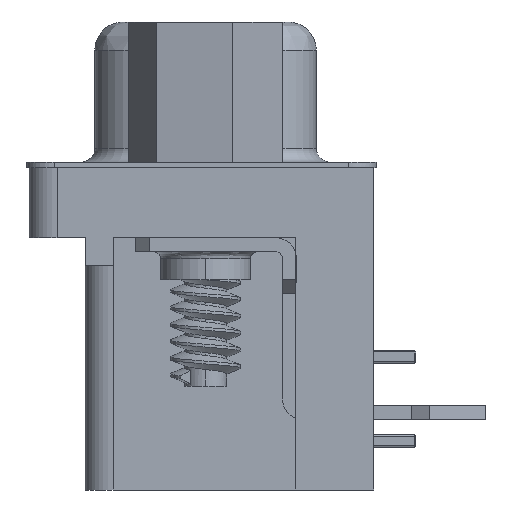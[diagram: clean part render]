
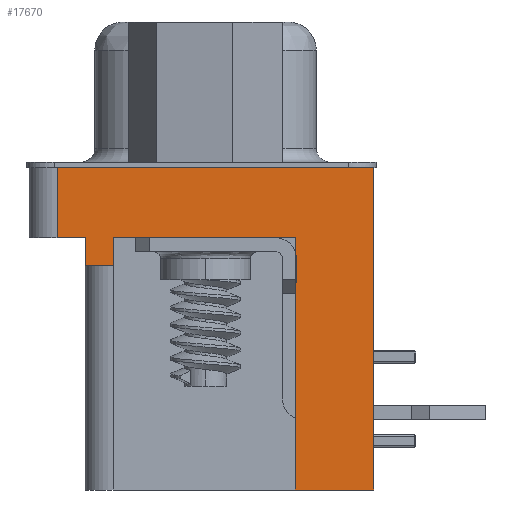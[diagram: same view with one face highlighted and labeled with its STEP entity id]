
A CAD part, left-side view. The second image highlights one B-rep face of the part: STEP entity #17670.
In plain terms, the highlighted planar face has unit normal (-1, 0, 0).
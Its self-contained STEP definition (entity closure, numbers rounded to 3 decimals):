
#17143 = VERTEX_POINT('',#17144);
#17144 = CARTESIAN_POINT('',(-15.15,-5.686,-0.2));
#17371 = VERTEX_POINT('',#17372);
#17372 = CARTESIAN_POINT('',(-15.15,5.15,-0.2));
#17379 = EDGE_CURVE('',#17143,#17371,#17380,.T.);
#17380 = LINE('',#17381,#17382);
#17381 = CARTESIAN_POINT('',(-15.15,5.25,-0.2));
#17382 = VECTOR('',#17383,1.);
#17383 = DIRECTION('',(0.,1.,0.));
#17504 = EDGE_CURVE('',#17505,#17143,#17507,.T.);
#17505 = VERTEX_POINT('',#17506);
#17506 = CARTESIAN_POINT('',(-15.15,-6.15,-0.2));
#17507 = LINE('',#17508,#17509);
#17508 = CARTESIAN_POINT('',(-15.15,5.15,-0.2));
#17509 = VECTOR('',#17510,1.);
#17510 = DIRECTION('',(0.,1.,0.));
#17670 = ADVANCED_FACE('',(#17671),#17745,.T.);
#17671 = FACE_BOUND('',#17672,.T.);
#17672 = EDGE_LOOP('',(#17673,#17681,#17682,#17683,#17691,#17699,#17707,
    #17715,#17723,#17731,#17739));
#17673 = ORIENTED_EDGE('',*,*,#17674,.T.);
#17674 = EDGE_CURVE('',#17675,#17505,#17677,.T.);
#17675 = VERTEX_POINT('',#17676);
#17676 = CARTESIAN_POINT('',(-15.15,-6.15,-11.7));
#17677 = LINE('',#17678,#17679);
#17678 = CARTESIAN_POINT('',(-15.15,-6.15,-2.7));
#17679 = VECTOR('',#17680,1.);
#17680 = DIRECTION('',(0.,0.,1.));
#17681 = ORIENTED_EDGE('',*,*,#17504,.T.);
#17682 = ORIENTED_EDGE('',*,*,#17379,.T.);
#17683 = ORIENTED_EDGE('',*,*,#17684,.T.);
#17684 = EDGE_CURVE('',#17371,#17685,#17687,.T.);
#17685 = VERTEX_POINT('',#17686);
#17686 = CARTESIAN_POINT('',(-15.15,5.15,-2.7));
#17687 = LINE('',#17688,#17689);
#17688 = CARTESIAN_POINT('',(-15.15,5.15,-2.7));
#17689 = VECTOR('',#17690,1.);
#17690 = DIRECTION('',(0.,0.,-1.));
#17691 = ORIENTED_EDGE('',*,*,#17692,.T.);
#17692 = EDGE_CURVE('',#17685,#17693,#17695,.T.);
#17693 = VERTEX_POINT('',#17694);
#17694 = CARTESIAN_POINT('',(-15.15,4.15,-2.7));
#17695 = LINE('',#17696,#17697);
#17696 = CARTESIAN_POINT('',(-15.15,5.15,-2.7));
#17697 = VECTOR('',#17698,1.);
#17698 = DIRECTION('',(0.,-1.,0.));
#17699 = ORIENTED_EDGE('',*,*,#17700,.T.);
#17700 = EDGE_CURVE('',#17693,#17701,#17703,.T.);
#17701 = VERTEX_POINT('',#17702);
#17702 = CARTESIAN_POINT('',(-15.15,4.15,-3.7));
#17703 = LINE('',#17704,#17705);
#17704 = CARTESIAN_POINT('',(-15.15,4.15,-11.7));
#17705 = VECTOR('',#17706,1.);
#17706 = DIRECTION('',(0.,0.,-1.));
#17707 = ORIENTED_EDGE('',*,*,#17708,.F.);
#17708 = EDGE_CURVE('',#17709,#17701,#17711,.T.);
#17709 = VERTEX_POINT('',#17710);
#17710 = CARTESIAN_POINT('',(-15.15,3.15,-3.7));
#17711 = LINE('',#17712,#17713);
#17712 = CARTESIAN_POINT('',(-15.15,3.15,-3.7));
#17713 = VECTOR('',#17714,1.);
#17714 = DIRECTION('',(0.,1.,0.));
#17715 = ORIENTED_EDGE('',*,*,#17716,.T.);
#17716 = EDGE_CURVE('',#17709,#17717,#17719,.T.);
#17717 = VERTEX_POINT('',#17718);
#17718 = CARTESIAN_POINT('',(-15.15,3.15,-2.7));
#17719 = LINE('',#17720,#17721);
#17720 = CARTESIAN_POINT('',(-15.15,3.15,-3.7));
#17721 = VECTOR('',#17722,1.);
#17722 = DIRECTION('',(0.,0.,1.));
#17723 = ORIENTED_EDGE('',*,*,#17724,.T.);
#17724 = EDGE_CURVE('',#17717,#17725,#17727,.T.);
#17725 = VERTEX_POINT('',#17726);
#17726 = CARTESIAN_POINT('',(-15.15,-3.35,-2.7));
#17727 = LINE('',#17728,#17729);
#17728 = CARTESIAN_POINT('',(-15.15,5.15,-2.7));
#17729 = VECTOR('',#17730,1.);
#17730 = DIRECTION('',(0.,-1.,0.));
#17731 = ORIENTED_EDGE('',*,*,#17732,.T.);
#17732 = EDGE_CURVE('',#17725,#17733,#17735,.T.);
#17733 = VERTEX_POINT('',#17734);
#17734 = CARTESIAN_POINT('',(-15.15,-3.35,-11.7));
#17735 = LINE('',#17736,#17737);
#17736 = CARTESIAN_POINT('',(-15.15,-3.35,-2.7));
#17737 = VECTOR('',#17738,1.);
#17738 = DIRECTION('',(0.,0.,-1.));
#17739 = ORIENTED_EDGE('',*,*,#17740,.T.);
#17740 = EDGE_CURVE('',#17733,#17675,#17741,.T.);
#17741 = LINE('',#17742,#17743);
#17742 = CARTESIAN_POINT('',(-15.15,5.15,-11.7));
#17743 = VECTOR('',#17744,1.);
#17744 = DIRECTION('',(0.,-1.,0.));
#17745 = PLANE('',#17746);
#17746 = AXIS2_PLACEMENT_3D('',#17747,#17748,#17749);
#17747 = CARTESIAN_POINT('',(-15.15,5.15,-2.7));
#17748 = DIRECTION('',(-1.,0.,0.));
#17749 = DIRECTION('',(0.,-1.,0.));
